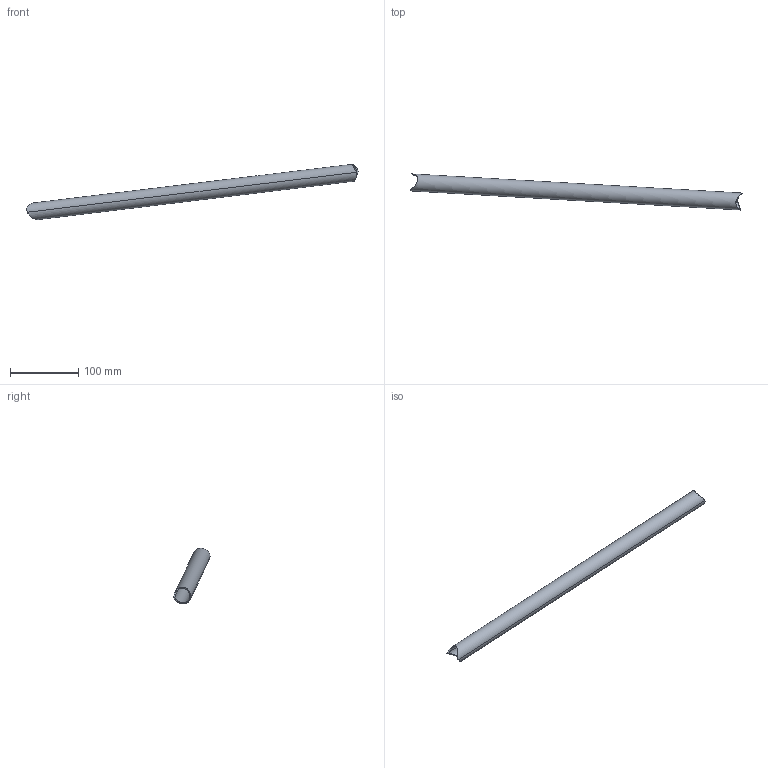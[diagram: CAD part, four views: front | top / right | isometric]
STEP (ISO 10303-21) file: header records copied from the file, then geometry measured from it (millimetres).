
FILE_DESCRIPTION(('CATIA V5 STEP Exchange'),'2;1');
FILE_NAME('63.stp','2021-12-07T15:19:59+00:00',('none'),('none'),'CATIA Version 5 Release 19 SP 2 (IN-10)','CATIA V5 STEP AP203','none');
FILE_SCHEMA(('CONFIG_CONTROL_DESIGN'));
Length unit declared in the file: millimetre
Products named in the file (1): Shape_194
Bounding box: 487.43 x 52.99 x 81.31 mm (x, y, z)
Volume: 52915.3 mm3; surface area: 70864.7 mm2
Topology: 1 solids, 1 shells, 10 faces, 30 edges, 20 vertices
Faces by surface type: cylinder 10
Entity records: 583 total; most frequent: CARTESIAN_POINT 318, ORIENTED_EDGE 60, EDGE_CURVE 30, DIRECTION 23, B_SPLINE_CURVE_WITH_KNOTS 23, VERTEX_POINT 20, ADVANCED_FACE 10, EDGE_LOOP 10
